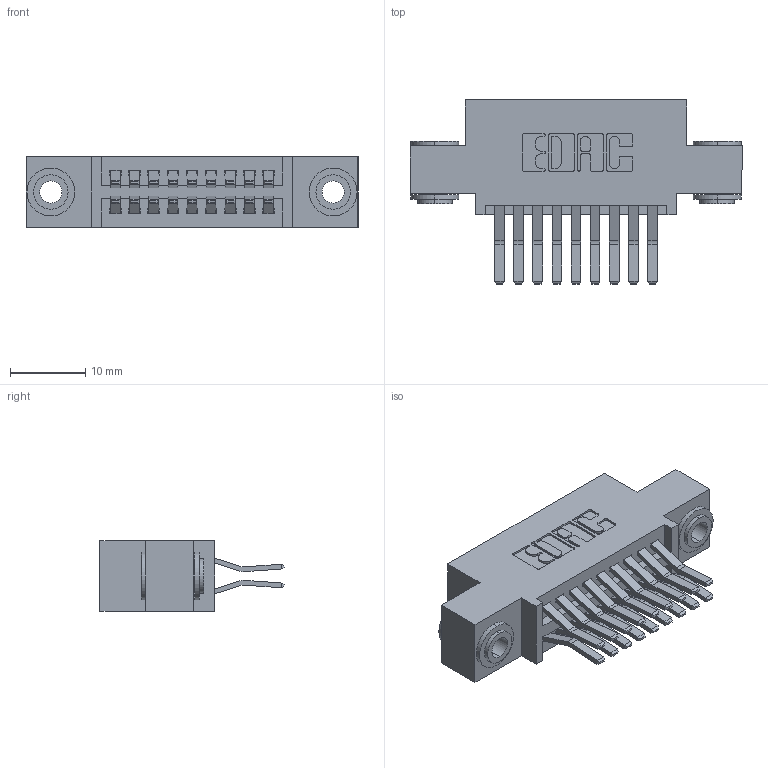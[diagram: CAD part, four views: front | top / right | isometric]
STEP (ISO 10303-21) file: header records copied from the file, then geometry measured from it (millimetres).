
FILE_DESCRIPTION (( 'STEP AP203' ), '1' );
FILE_NAME ('395-018-560-503.STEP', '2018-11-07T04:49:14', ( '' ), ( '' ), 'SwSTEP 2.0', 'SolidWorks 2016', '' );
FILE_SCHEMA (( 'CONFIG_CONTROL_DESIGN' ));
Length unit declared in the file: inch
Products named in the file (4): 345-250-002_345-250-002-102; 395-018-560-503; 345 Part_0.110 Offset - 0.156 Dia-TH; 345-292-001_560 Tail
Assembly tree (21 placements, depth 2):
  395-018-560-503
    345 Part_0.110 Offset - 0.156 Dia-TH
    345-292-001_560 Tail  x18
    345-250-002_345-250-002-102  x2
Bounding box: 44.07 x 24.45 x 9.4 mm (x, y, z)
Volume: 4038.6 mm3; surface area: 5931.8 mm2
Topology: 21 solids, 21 shells, 1104 faces, 3219 edges, 2118 vertices
Faces by surface type: plane 688, cylinder 408, cone 8
Entity records: 12374 total; most frequent: CARTESIAN_POINT 2083, ORIENTED_EDGE 2010, DIRECTION 1911, EDGE_CURVE 1005, VECTOR 809, LINE 809, VERTEX_POINT 666, AXIS2_PLACEMENT_3D 551
